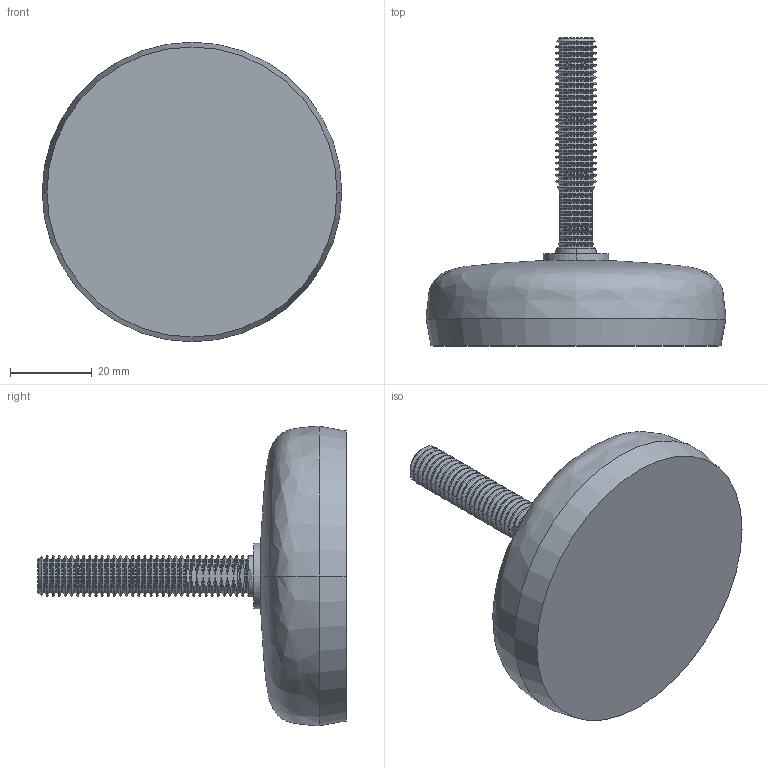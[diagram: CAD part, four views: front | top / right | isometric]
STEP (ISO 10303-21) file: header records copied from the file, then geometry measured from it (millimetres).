
FILE_DESCRIPTION (( 'STEP AP214' ), '1' );
FILE_NAME ('M075(l)a-M(l)1050_53_53(1.5) Default (NGI 068304).step', '2017-11-10T07:28:53', ( '' ), ( '' ), 'SwSTEP 2.0', 'SolidWorks 2017', '' );
FILE_SCHEMA (( 'AUTOMOTIVE_DESIGN' ));
Length unit declared in the file: millimetre
Products named in the file (6): Washer Ø16.0x8.4x1.6 AISI-304 DIN125; M075(l)a-M(l)1050_53_53(1.5) Default (NGI 068304); M075(l)a_Customer; M075(l)a Rubber; M075(l) Steel cover; M(l)1050_53_53(1.5)
Assembly tree (5 placements, depth 3):
  M075(l)a-M(l)1050_53_53(1.5) Default (NGI 068304)
    M075(l)a_Customer
      M075(l)a Rubber
      M075(l) Steel cover
    M(l)1050_53_53(1.5)
    Washer Ø16.0x8.4x1.6 AISI-304 DIN125
Bounding box: 73.49 x 75.6 x 73.51 mm (x, y, z)
Volume: 83118.6 mm3; surface area: 27385.8 mm2
Topology: 4 solids, 4 shells, 427 faces, 966 edges, 550 vertices
Faces by surface type: torus 220, cone 158, cylinder 28, plane 13, bspline 8
Entity records: 13798 total; most frequent: CARTESIAN_POINT 4048, DIRECTION 2226, ORIENTED_EDGE 1932, AXIS2_PLACEMENT_3D 1038, EDGE_CURVE 966, CIRCLE 610, VERTEX_POINT 550, EDGE_LOOP 434
